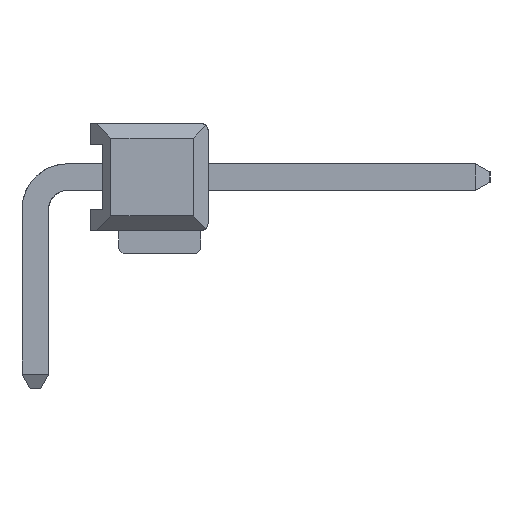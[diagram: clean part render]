
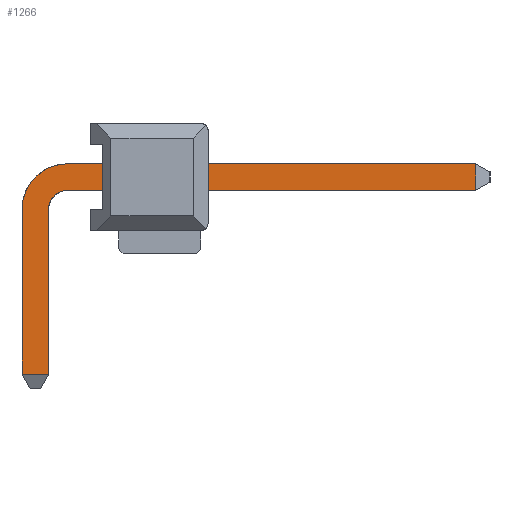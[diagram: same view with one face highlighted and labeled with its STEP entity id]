
A CAD part, left-side view. The second image highlights one B-rep face of the part: STEP entity #1266.
In plain terms, the highlighted planar face has unit normal (-1, -0.003, 0).
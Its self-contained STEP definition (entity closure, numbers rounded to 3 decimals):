
#1266=ADVANCED_FACE('',(#1986),#24539,.T.);
#1986=FACE_OUTER_BOUND('',#2736,.T.);
#2736=EDGE_LOOP('',(#6206,#6207,#6208,#6209));
#6206=ORIENTED_EDGE('',*,*,#22102,.T.);
#6207=ORIENTED_EDGE('',*,*,#22103,.T.);
#6208=ORIENTED_EDGE('',*,*,#22104,.T.);
#6209=ORIENTED_EDGE('',*,*,#22105,.T.);
#9822=PCURVE('',#24539,#13438);
#9823=PCURVE('',#24539,#13439);
#9824=PCURVE('',#24539,#13440);
#9825=PCURVE('',#24539,#13441);
#13438=DEFINITIONAL_REPRESENTATION('',(#22718),#43225);
#13439=DEFINITIONAL_REPRESENTATION('',(#22720),#43225);
#13440=DEFINITIONAL_REPRESENTATION('',(#22722),#43225);
#13441=DEFINITIONAL_REPRESENTATION('',(#22724),#43225);
#20266=SURFACE_CURVE('',#22717,(#9822),.PCURVE_S1.);
#20267=SURFACE_CURVE('',#22719,(#9823),.PCURVE_S1.);
#20268=SURFACE_CURVE('',#22721,(#9824),.PCURVE_S1.);
#20269=SURFACE_CURVE('',#22723,(#9825),.PCURVE_S1.);
#22102=EDGE_CURVE('',#23875,#23878,#20266,.T.);
#22103=EDGE_CURVE('',#23878,#23877,#20267,.T.);
#22104=EDGE_CURVE('',#23877,#23876,#20268,.T.);
#22105=EDGE_CURVE('',#23876,#23875,#20269,.T.);
#22717=(
BOUNDED_CURVE()
B_SPLINE_CURVE(2,(#42315,#42316,#42317),.UNSPECIFIED.,.F.,.F.)
B_SPLINE_CURVE_WITH_KNOTS((3,3),(-31.5,-30.87),
 .UNSPECIFIED.)
CURVE()
GEOMETRIC_REPRESENTATION_ITEM()
RATIONAL_B_SPLINE_CURVE((1.,1.,1.))
REPRESENTATION_ITEM('')
);
#22718=(
BOUNDED_CURVE()
B_SPLINE_CURVE(2,(#42318,#42319,#42320),.UNSPECIFIED.,.F.,.F.)
B_SPLINE_CURVE_WITH_KNOTS((3,3),(-31.5,-30.87),
 .UNSPECIFIED.)
CURVE()
GEOMETRIC_REPRESENTATION_ITEM()
RATIONAL_B_SPLINE_CURVE((1.,1.,1.))
REPRESENTATION_ITEM('')
);
#22719=(
BOUNDED_CURVE()
B_SPLINE_CURVE(2,(#42321,#42322,#42323,#42324,#42325,#42326,#42327),
 .UNSPECIFIED.,.F.,.F.)
B_SPLINE_CURVE_WITH_KNOTS((3,2,2,3),(-30.87,-23.432,
-21.728,-18.725),.UNSPECIFIED.)
CURVE()
GEOMETRIC_REPRESENTATION_ITEM()
RATIONAL_B_SPLINE_CURVE((1.,1.,1.,0.707,1.,1.,1.))
REPRESENTATION_ITEM('')
);
#22720=(
BOUNDED_CURVE()
B_SPLINE_CURVE(2,(#42328,#42329,#42330,#42331,#42332,#42333,#42334),
 .UNSPECIFIED.,.F.,.F.)
B_SPLINE_CURVE_WITH_KNOTS((3,2,2,3),(-30.87,-23.432,
-21.728,-18.725),.UNSPECIFIED.)
CURVE()
GEOMETRIC_REPRESENTATION_ITEM()
RATIONAL_B_SPLINE_CURVE((1.,1.,1.,0.707,1.,1.,1.))
REPRESENTATION_ITEM('')
);
#22721=(
BOUNDED_CURVE()
B_SPLINE_CURVE(2,(#42335,#42336,#42337),.UNSPECIFIED.,.F.,.F.)
B_SPLINE_CURVE_WITH_KNOTS((3,3),(-18.725,-18.095),
 .UNSPECIFIED.)
CURVE()
GEOMETRIC_REPRESENTATION_ITEM()
RATIONAL_B_SPLINE_CURVE((1.,1.,1.))
REPRESENTATION_ITEM('')
);
#22722=(
BOUNDED_CURVE()
B_SPLINE_CURVE(2,(#42338,#42339,#42340),.UNSPECIFIED.,.F.,.F.)
B_SPLINE_CURVE_WITH_KNOTS((3,3),(-18.725,-18.095),
 .UNSPECIFIED.)
CURVE()
GEOMETRIC_REPRESENTATION_ITEM()
RATIONAL_B_SPLINE_CURVE((1.,1.,1.))
REPRESENTATION_ITEM('')
);
#22723=(
BOUNDED_CURVE()
B_SPLINE_CURVE(2,(#42341,#42342,#42343,#42344,#42345,#42346,#42347),
 .UNSPECIFIED.,.F.,.F.)
B_SPLINE_CURVE_WITH_KNOTS((3,2,2,3),(-18.095,-15.093,
-14.378,-6.94),.UNSPECIFIED.)
CURVE()
GEOMETRIC_REPRESENTATION_ITEM()
RATIONAL_B_SPLINE_CURVE((1.,1.,1.,0.707,1.,1.,1.))
REPRESENTATION_ITEM('')
);
#22724=(
BOUNDED_CURVE()
B_SPLINE_CURVE(2,(#42348,#42349,#42350,#42351,#42352,#42353,#42354),
 .UNSPECIFIED.,.F.,.F.)
B_SPLINE_CURVE_WITH_KNOTS((3,2,2,3),(-18.095,-15.093,
-14.378,-6.94),.UNSPECIFIED.)
CURVE()
GEOMETRIC_REPRESENTATION_ITEM()
RATIONAL_B_SPLINE_CURVE((1.,1.,1.,0.707,1.,1.,1.))
REPRESENTATION_ITEM('')
);
#23875=VERTEX_POINT('',#42311);
#23876=VERTEX_POINT('',#42312);
#23877=VERTEX_POINT('',#42313);
#23878=VERTEX_POINT('',#42314);
#24539=PLANE('',#25279);
#25279=AXIS2_PLACEMENT_3D('',#42310,#25908,$);
#25908=DIRECTION('',(-1.,-0.003,0.));
#42310=CARTESIAN_POINT('',(-0.316,0.422,-2.91));
#42311=CARTESIAN_POINT('',(-0.288,-10.456,1.505));
#42312=CARTESIAN_POINT('',(-0.315,-0.316,-2.86));
#42313=CARTESIAN_POINT('',(-0.316,0.314,-2.86));
#42314=CARTESIAN_POINT('',(-0.288,-10.456,2.135));
#42315=CARTESIAN_POINT('',(-0.288,-10.456,1.505));
#42316=CARTESIAN_POINT('',(-0.288,-10.456,1.82));
#42317=CARTESIAN_POINT('',(-0.288,-10.456,2.135));
#42318=CARTESIAN_POINT('',(0.,0.));
#42319=CARTESIAN_POINT('',(0.,0.315));
#42320=CARTESIAN_POINT('',(0.,0.63));
#42321=CARTESIAN_POINT('',(-0.288,-10.456,2.135));
#42322=CARTESIAN_POINT('',(-0.3,-5.614,2.135));
#42323=CARTESIAN_POINT('',(-0.313,-0.771,2.135));
#42324=CARTESIAN_POINT('',(-0.316,0.314,2.135));
#42325=CARTESIAN_POINT('',(-0.316,0.314,1.05));
#42326=CARTESIAN_POINT('',(-0.316,0.314,-0.905));
#42327=CARTESIAN_POINT('',(-0.316,0.314,-2.86));
#42328=CARTESIAN_POINT('',(0.,0.63));
#42329=CARTESIAN_POINT('',(-4.843,0.63));
#42330=CARTESIAN_POINT('',(-9.686,0.63));
#42331=CARTESIAN_POINT('',(-10.771,0.63));
#42332=CARTESIAN_POINT('',(-10.771,-0.455));
#42333=CARTESIAN_POINT('',(-10.771,-2.41));
#42334=CARTESIAN_POINT('',(-10.771,-4.365));
#42335=CARTESIAN_POINT('',(-0.316,0.314,-2.86));
#42336=CARTESIAN_POINT('',(-0.315,-0.001,-2.86));
#42337=CARTESIAN_POINT('',(-0.315,-0.316,-2.86));
#42338=CARTESIAN_POINT('',(-10.771,-4.365));
#42339=CARTESIAN_POINT('',(-10.456,-4.365));
#42340=CARTESIAN_POINT('',(-10.141,-4.365));
#42341=CARTESIAN_POINT('',(-0.315,-0.316,-2.86));
#42342=CARTESIAN_POINT('',(-0.314,-0.316,-0.905));
#42343=CARTESIAN_POINT('',(-0.314,-0.316,1.05));
#42344=CARTESIAN_POINT('',(-0.314,-0.316,1.505));
#42345=CARTESIAN_POINT('',(-0.313,-0.771,1.505));
#42346=CARTESIAN_POINT('',(-0.3,-5.614,1.505));
#42347=CARTESIAN_POINT('',(-0.288,-10.456,1.505));
#42348=CARTESIAN_POINT('',(-10.141,-4.365));
#42349=CARTESIAN_POINT('',(-10.141,-2.41));
#42350=CARTESIAN_POINT('',(-10.141,-0.455));
#42351=CARTESIAN_POINT('',(-10.141,0.));
#42352=CARTESIAN_POINT('',(-9.686,0.));
#42353=CARTESIAN_POINT('',(-4.843,0.));
#42354=CARTESIAN_POINT('',(0.,0.));
#43225=(
GEOMETRIC_REPRESENTATION_CONTEXT(2)
PARAMETRIC_REPRESENTATION_CONTEXT()
REPRESENTATION_CONTEXT('pspace','')
);
